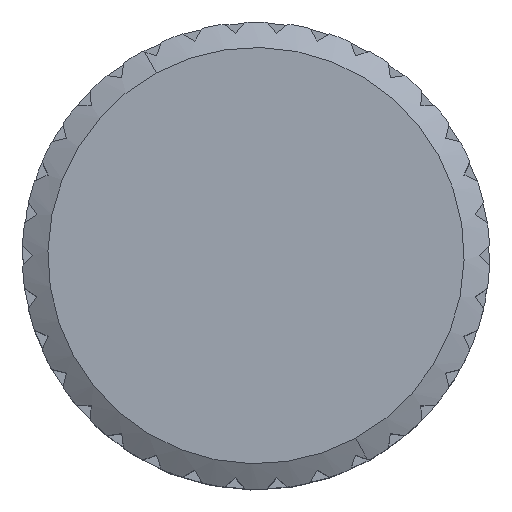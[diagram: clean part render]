
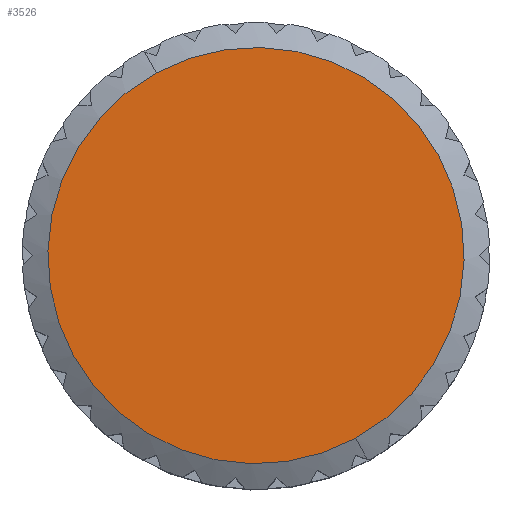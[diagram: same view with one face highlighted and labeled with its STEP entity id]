
A CAD part, top view. The second image highlights one B-rep face of the part: STEP entity #3526.
In plain terms, the highlighted planar face has unit normal (0, 0, 1).
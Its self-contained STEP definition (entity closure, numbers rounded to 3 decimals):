
#1856=CARTESIAN_POINT('Vertex',(-2.349,4.3,11.5)) ;
#1859=CARTESIAN_POINT('Axis2P3D Location',(0.,0.,11.5)) ;
#1863=CARTESIAN_POINT('Vertex',(2.349,-4.3,11.5)) ;
#3512=CARTESIAN_POINT('Axis2P3D Location',(0.,4.9,11.5)) ;
#3517=CARTESIAN_POINT('Axis2P3D Location',(0.,0.,11.5)) ;
#1860=DIRECTION('Axis2P3D Direction',(0.,0.,-1.)) ;
#3513=DIRECTION('Axis2P3D Direction',(0.,0.,1.)) ;
#3514=DIRECTION('Axis2P3D XDirection',(1.,0.,0.)) ;
#3518=DIRECTION('Axis2P3D Direction',(0.,0.,1.)) ;
#1861=AXIS2_PLACEMENT_3D('Circle Axis2P3D',#1859,#1860,$) ;
#3515=AXIS2_PLACEMENT_3D('Plane Axis2P3D',#3512,#3513,#3514) ;
#3519=AXIS2_PLACEMENT_3D('Circle Axis2P3D',#3517,#3518,$) ;
#1862=CIRCLE('generated circle',#1861,4.9) ;
#3520=CIRCLE('generated circle',#3519,4.9) ;
#3516=PLANE('',#3515) ;
#1865=EDGE_CURVE('',#1864,#1857,#1862,.F.) ;
#3521=EDGE_CURVE('',#1857,#1864,#3520,.T.) ;
#3523=ORIENTED_EDGE('',*,*,#1865,.T.) ;
#3524=ORIENTED_EDGE('',*,*,#3521,.T.) ;
#3522=EDGE_LOOP('',(#3523,#3524)) ;
#1857=VERTEX_POINT('',#1856) ;
#1864=VERTEX_POINT('',#1863) ;
#3526=ADVANCED_FACE('PartBody',(#3525),#3516,.T.) ;
#3525=FACE_OUTER_BOUND('',#3522,.T.) ;
